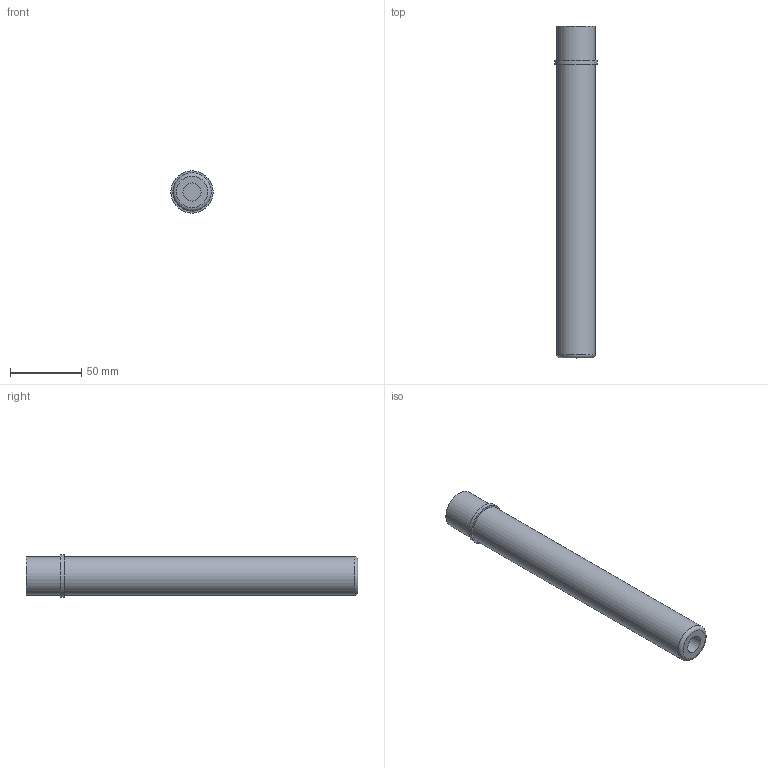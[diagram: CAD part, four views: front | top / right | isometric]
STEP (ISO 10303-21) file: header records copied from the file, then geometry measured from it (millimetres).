
FILE_DESCRIPTION(/* description */ (''),/* implementation_level */ '2;1');
FILE_NAME(/* name */ '99-100-2D2_CLR.stp',/* time_stamp */ '2020-10-28T14:59:34-04:00',/* author */ (''),/* organization */ (''),/* preprocessor_version */ 'ST-DEVELOPER v16.7',/* originating_system */ 'SIEMENS PLM Software NX 1888',/* authorisation */ '');
FILE_SCHEMA (('AUTOMOTIVE_DESIGN { 1 0 10303 214 3 1 1 1 }'));
Length unit declared in the file: inch
Products named in the file (1): 82933-2
Bounding box: 29.84 x 233.63 x 29.84 mm (x, y, z)
Volume: 130414.2 mm3; surface area: 22135.7 mm2
Topology: 1 solids, 1 shells, 10 faces, 15 edges, 10 vertices
Faces by surface type: plane 5, cylinder 4, torus 1
Full cylindrical faces by diameter (mm): 12.7 x1, 26.962 x2, 29.845 x1
Entity records: 220 total; most frequent: DIRECTION 40, CARTESIAN_POINT 29, AXIS2_PLACEMENT_3D 20, EDGE_LOOP 18, ORIENTED_EDGE 18, FACE_BOUND 16, ADVANCED_FACE 10, VERTEX_POINT 9
